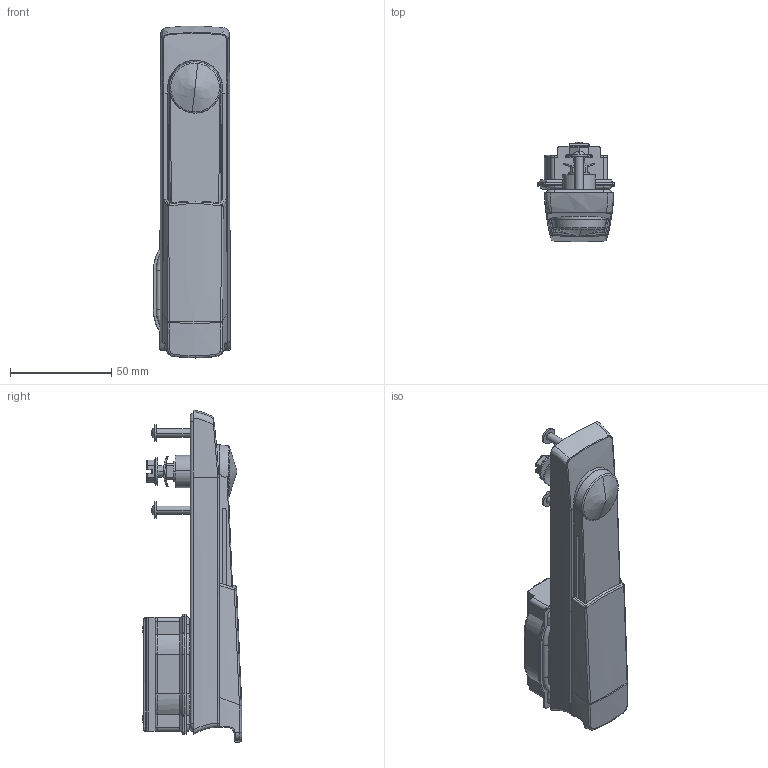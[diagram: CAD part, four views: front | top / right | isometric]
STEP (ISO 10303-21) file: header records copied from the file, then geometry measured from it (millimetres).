
FILE_DESCRIPTION((''),'2;1');
FILE_NAME('','2006-10-25T20:11:57',(''),(''),'','CADfix','');
FILE_SCHEMA(('AUTOMOTIVE_DESIGN { 1 0 10303 214 1 1 1 1 }'));
Length unit declared in the file: millimetre
Products named in the file (6): handle; cover; bracket; base; shaft; TEA_1225_U191_21047_36
Assembly tree (5 placements, depth 2):
  TEA_1225_U191_21047_36
    handle
    cover
    bracket
    base
    shaft
Bounding box: 38 x 49.14 x 163.64 mm (x, y, z)
Volume: 92276.9 mm3; surface area: 50179.5 mm2
Topology: 5 solids, 5 shells, 529 faces, 1412 edges, 920 vertices
Faces by surface type: bspline 529
Entity records: 24327 total; most frequent: CARTESIAN_POINT 16139, ORIENTED_EDGE 2820, EDGE_CURVE 1410, VERTEX_POINT 920, QUASI_UNIFORM_CURVE 643, EDGE_LOOP 564, FACE_OUTER_BOUND 529, ADVANCED_FACE 529
